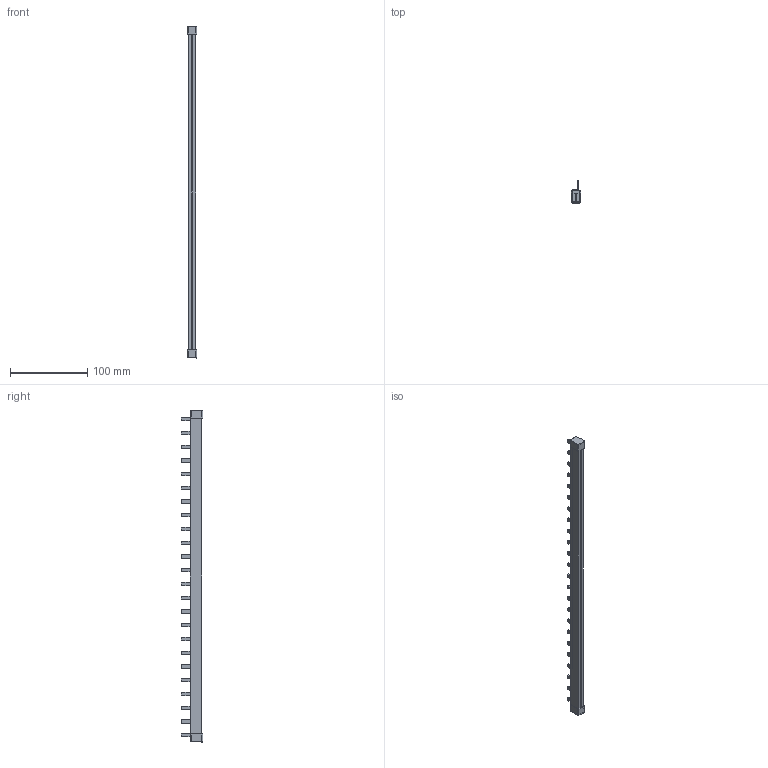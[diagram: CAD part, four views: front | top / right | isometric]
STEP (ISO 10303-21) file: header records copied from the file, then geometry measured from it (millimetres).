
FILE_DESCRIPTION (( 'STEP AP203' ), '1' );
FILE_NAME ('2 Fazlý Müþterek W Otomat Barasý - 12 Modül 3033.STEP', '2020-08-17T07:57:33', ( '' ), ( '' ), 'SwSTEP 2.0', 'SolidWorks 2011', '' );
FILE_SCHEMA (( 'CONFIG_CONTROL_DESIGN' ));
Length unit declared in the file: millimetre
Products named in the file (1): 2 Fazlý Müþterek W Otomat Barasý - 12 Modül 3033
Bounding box: 11.8 x 27.8 x 429 mm (x, y, z)
Volume: 47620 mm3; surface area: 45235.5 mm2
Topology: 1 solids, 2 shells, 1246 faces, 3628 edges, 2412 vertices
Faces by surface type: plane 1018, cylinder 172, bspline 56
Entity records: 41760 total; most frequent: CARTESIAN_POINT 9295, ORIENTED_EDGE 7256, DIRECTION 5950, EDGE_CURVE 3628, LINE 3072, VECTOR 3072, VERTEX_POINT 2412, AXIS2_PLACEMENT_3D 1439
